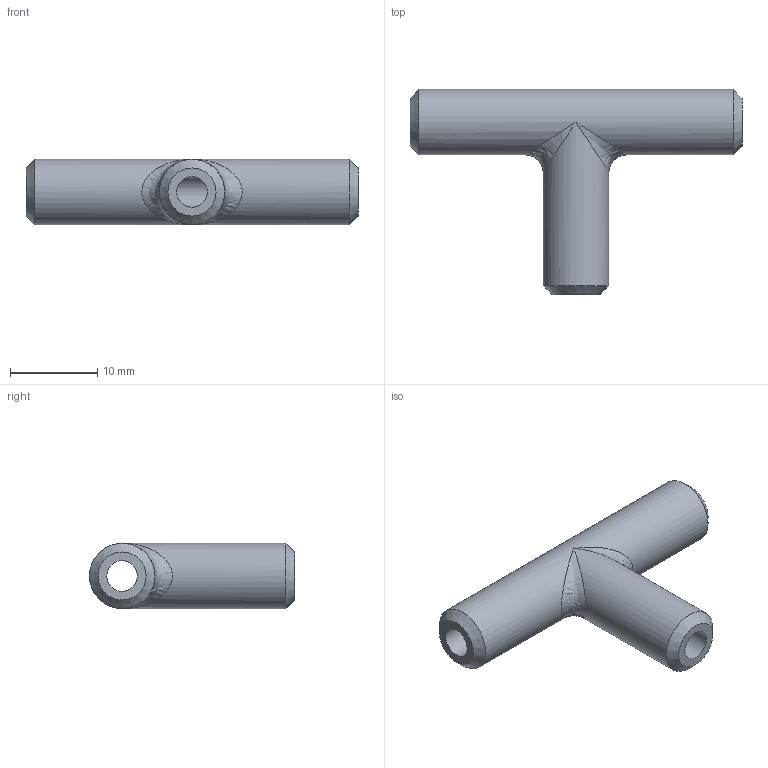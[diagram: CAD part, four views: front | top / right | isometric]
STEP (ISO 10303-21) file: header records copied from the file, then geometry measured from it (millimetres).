
FILE_DESCRIPTION(/* description */ (''),/* implementation_level */ '2;1');
FILE_NAME(/* name */ 'соединитель 1.stp',/* time_stamp */ '2023-02-20T22:21:42+03:00',/* author */ ('Tasya'),/* organization */ (''),/* preprocessor_version */ 'ST-DEVELOPER v18.1',/* originating_system */ 'Autodesk Inventor 2021',/* authorisation */ '');
FILE_SCHEMA (('AUTOMOTIVE_DESIGN { 1 0 10303 214 3 1 1 }'));
Length unit declared in the file: millimetre
Products named in the file (1): соединитель 1
Bounding box: 38 x 23.5 x 7.5 mm (x, y, z)
Volume: 1845 mm3; surface area: 1911.5 mm2
Topology: 1 solids, 1 shells, 12 faces, 35 edges, 20 vertices
Faces by surface type: cylinder 4, cone 3, plane 3, bspline 2
Full cylindrical faces by diameter (mm): 3.5 x2, 7.5 x2
Entity records: 522 total; most frequent: CARTESIAN_POINT 162, DIRECTION 75, ORIENTED_EDGE 62, AXIS2_PLACEMENT_3D 33, EDGE_CURVE 31, VERTEX_POINT 20, CIRCLE 16, EDGE_LOOP 15
